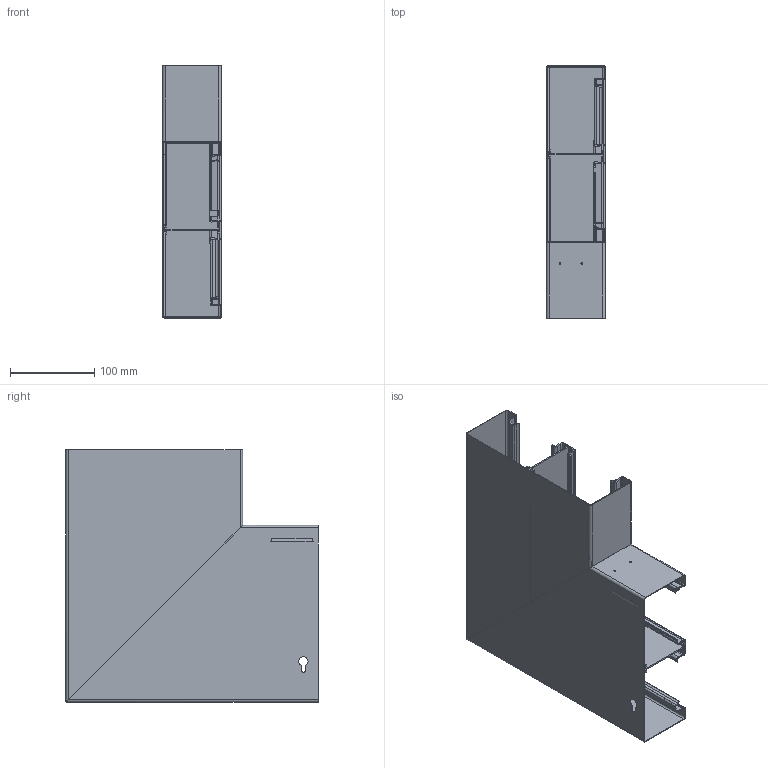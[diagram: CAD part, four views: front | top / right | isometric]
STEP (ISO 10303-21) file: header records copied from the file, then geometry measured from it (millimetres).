
FILE_DESCRIPTION (( 'STEP AP214' ), '1' );
FILE_NAME ('6278430.stp', '2016-06-08T14:39:40', ( '' ), ( '' ), 'SwSTEP 2.0', 'SolidWorks 2014', '' );
FILE_SCHEMA (( 'AUTOMOTIVE_DESIGN' ));
Length unit declared in the file: millimetre
Products named in the file (3): 014939_G剅ungsst乧k f乺 GS-DFF70210 ; 022806T1_GS-DFF70210; 6278430
Assembly tree (2 placements, depth 2):
  6278430
    022806T1_GS-DFF70210
    014939_G剅ungsst乧k f乺 GS-DFF70210 
Bounding box: 70 x 299.85 x 299.85 mm (x, y, z)
Volume: 261578.2 mm3; surface area: 452324 mm2
Topology: 3 solids, 3 shells, 538 faces, 1356 edges, 828 vertices
Faces by surface type: plane 285, cylinder 181, bspline 64, cone 8
Entity records: 17048 total; most frequent: CARTESIAN_POINT 4919, ORIENTED_EDGE 2712, DIRECTION 2174, EDGE_CURVE 1356, VERTEX_POINT 828, VECTOR 814, LINE 814, AXIS2_PLACEMENT_3D 680
